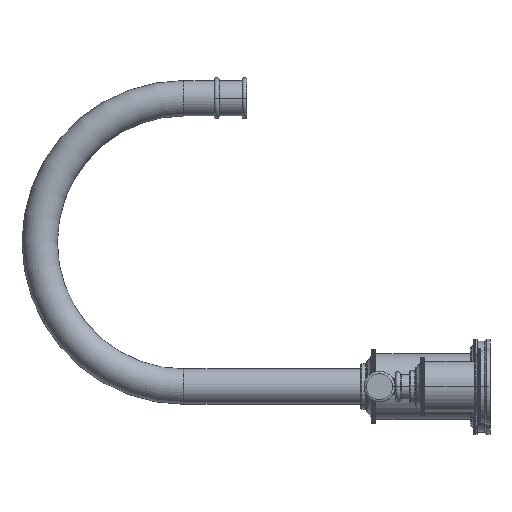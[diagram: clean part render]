
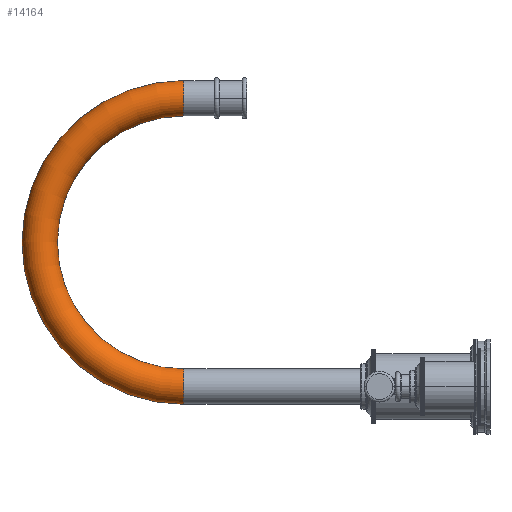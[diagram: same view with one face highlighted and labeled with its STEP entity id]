
A CAD part, left-side view. The second image highlights one B-rep face of the part: STEP entity #14164.
In plain terms, the highlighted toroidal (fillet/blend) face has major radius 90.5 mm and minor radius 11.113 mm.
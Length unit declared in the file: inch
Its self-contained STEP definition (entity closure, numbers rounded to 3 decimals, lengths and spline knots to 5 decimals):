
#108=CARTESIAN_POINT('',(0.,7.564,7.126));
#109=DIRECTION('',(0.,1.,0.));
#110=DIRECTION('',(0.,0.,-1.));
#111=AXIS2_PLACEMENT_3D('',#108,#109,#110);
#113=CARTESIAN_POINT('',(0.,7.564,3.563));
#114=DIRECTION('',(-1.,0.,0.));
#115=DIRECTION('',(0.,0.,1.));
#116=AXIS2_PLACEMENT_3D('',#113,#114,#115);
#123=CARTESIAN_POINT('',(0.,7.564,3.563));
#124=DIRECTION('',(-1.,0.,0.));
#125=DIRECTION('',(0.,0.,1.));
#126=AXIS2_PLACEMENT_3D('',#123,#124,#125);
#10651=CARTESIAN_POINT('',(0.,7.564,0.));
#10652=DIRECTION('',(0.,-1.,0.));
#10653=DIRECTION('',(0.,0.,1.));
#10654=AXIS2_PLACEMENT_3D('',#10651,#10652,#10653);
#13938=CARTESIAN_POINT('',(0.,7.564,6.6885));
#13939=CARTESIAN_POINT('',(0.,7.564,7.5635));
#13940=VERTEX_POINT('',#13938);
#13941=VERTEX_POINT('',#13939);
#13942=CARTESIAN_POINT('',(0.,7.564,0.4375));
#13943=CARTESIAN_POINT('',(0.,7.564,-0.4375));
#13944=VERTEX_POINT('',#13942);
#13945=VERTEX_POINT('',#13943);
#14150=CARTESIAN_POINT('',(0.,7.564,3.563));
#14151=DIRECTION('',(-1.,0.,0.));
#14152=DIRECTION('',(0.,0.,-1.));
#14153=AXIS2_PLACEMENT_3D('',#14150,#14151,#14152);
#14154=TOROIDAL_SURFACE('',#14153,3.563,0.4375);
#14155=ORIENTED_EDGE('',*,*,#14144,.F.);
#14157=ORIENTED_EDGE('',*,*,#14156,.T.);
#14159=ORIENTED_EDGE('',*,*,#14158,.T.);
#14161=ORIENTED_EDGE('',*,*,#14160,.F.);
#14162=EDGE_LOOP('',(#14155,#14157,#14159,#14161));
#14163=FACE_OUTER_BOUND('',#14162,.F.);
#14164=ADVANCED_FACE('',(#14163),#14154,.T.);
#112=CIRCLE('',#111,0.4375);
#117=CIRCLE('',#116,3.1255);
#127=CIRCLE('',#126,4.0005);
#10655=CIRCLE('',#10654,0.4375);
#14144=EDGE_CURVE('',#13940,#13941,#112,.T.);
#14156=EDGE_CURVE('',#13940,#13944,#117,.T.);
#14158=EDGE_CURVE('',#13944,#13945,#10655,.T.);
#14160=EDGE_CURVE('',#13941,#13945,#127,.T.);
